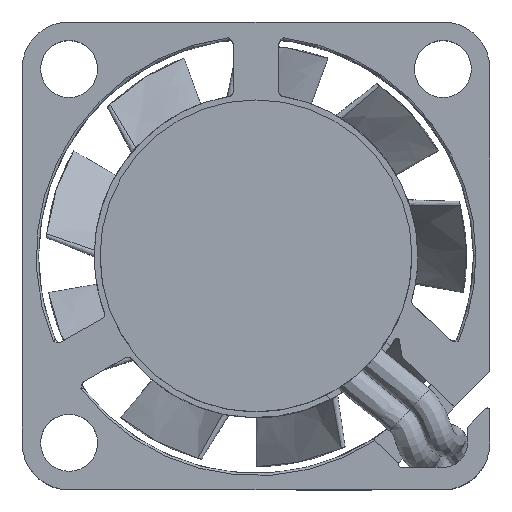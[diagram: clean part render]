
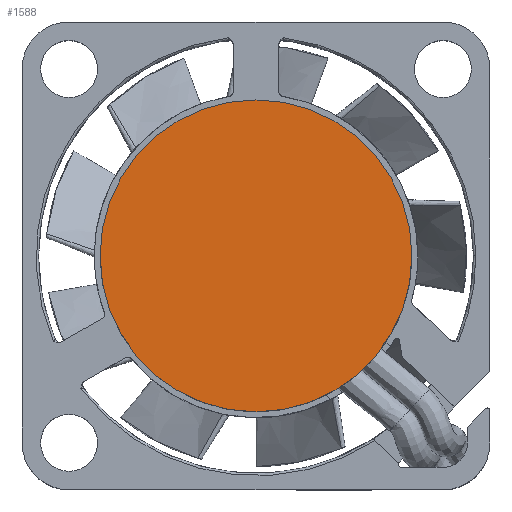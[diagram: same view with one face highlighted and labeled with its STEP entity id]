
A CAD part, top view. The second image highlights one B-rep face of the part: STEP entity #1588.
In plain terms, the highlighted planar face has unit normal (0, 0, 1).
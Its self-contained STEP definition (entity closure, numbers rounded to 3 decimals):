
#1 = VERTEX_POINT ( 'NONE', #1587 ) ;
#4 = EDGE_CURVE ( 'NONE', #171, #1, #1582, .T. ) ;
#171 = VERTEX_POINT ( 'NONE', #1946 ) ;
#1517 = ORIENTED_EDGE ( 'NONE', *, *, #1518, .T. ) ;
#1518 = EDGE_CURVE ( 'NONE', #1, #171, #8444, .T. ) ;
#1519 = ORIENTED_EDGE ( 'NONE', *, *, #4, .T. ) ;
#1578 = DIRECTION ( 'NONE',  ( 1., 0., 0. ) ) ;
#1579 = DIRECTION ( 'NONE',  ( 0., 0., 1. ) ) ;
#1580 = CARTESIAN_POINT ( 'NONE',  ( 0., 0., 0.05 ) ) ;
#1581 = AXIS2_PLACEMENT_3D ( 'NONE', #1580, #1579, #1578 ) ;
#1582 = CIRCLE ( 'NONE', #1581, 6.675 ) ;
#1587 = CARTESIAN_POINT ( 'NONE',  ( -6.675, 0., 0.05 ) ) ;
#1588 = ADVANCED_FACE ( 'NONE', ( #8507 ), #8506, .T. ) ;
#1589 = EDGE_LOOP ( 'NONE', ( #1517, #1519 ) ) ;
#1946 = CARTESIAN_POINT ( 'NONE',  ( 6.675, 0., 0.05 ) ) ;
#8440 = DIRECTION ( 'NONE',  ( 1., 0., 0. ) ) ;
#8441 = DIRECTION ( 'NONE',  ( 0., 0., 1. ) ) ;
#8442 = CARTESIAN_POINT ( 'NONE',  ( 0., 0., 0.05 ) ) ;
#8443 = AXIS2_PLACEMENT_3D ( 'NONE', #8442, #8441, #8440 ) ;
#8444 = CIRCLE ( 'NONE', #8443, 6.675 ) ;
#8502 = DIRECTION ( 'NONE',  ( 1., 0., 0. ) ) ;
#8503 = DIRECTION ( 'NONE',  ( 0., 0., 1. ) ) ;
#8504 = CARTESIAN_POINT ( 'NONE',  ( 0., 0., 0.05 ) ) ;
#8505 = AXIS2_PLACEMENT_3D ( 'NONE', #8504, #8503, #8502 ) ;
#8506 = PLANE ( 'NONE',  #8505 ) ;
#8507 = FACE_OUTER_BOUND ( 'NONE', #1589, .T. ) ;
